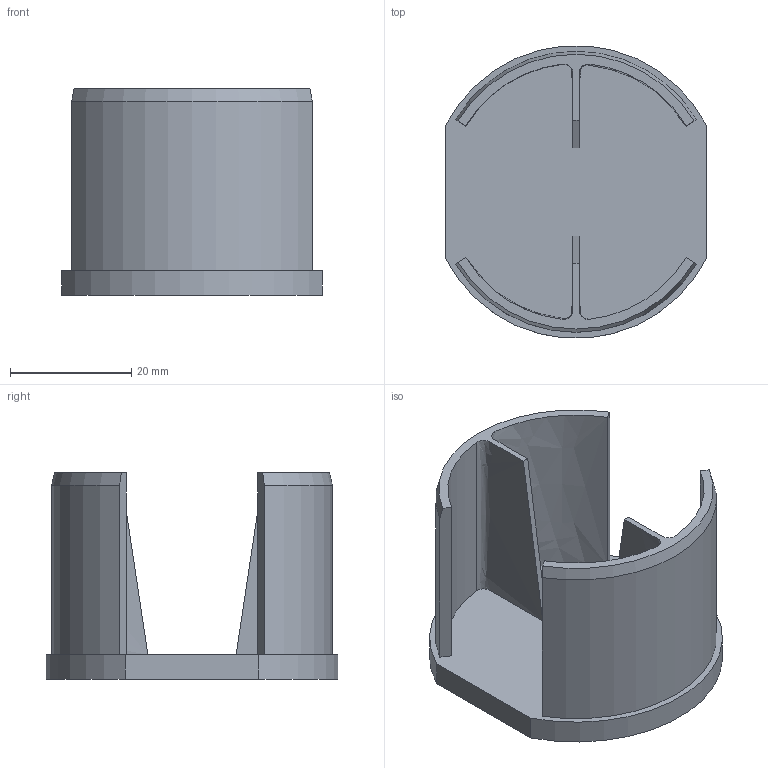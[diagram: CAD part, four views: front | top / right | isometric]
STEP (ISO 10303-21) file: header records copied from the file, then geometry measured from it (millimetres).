
FILE_DESCRIPTION(('STEP AP214'),'1');
FILE_NAME('1789_Cosch_Edelstahltechnik.stp','2018-09-29T11:30:48',(' '),(' '),'Spatial InterOp 3D',' ',' ');
FILE_SCHEMA(('AUTOMOTIVE_DESIGN { 1 0 10303 214 1 1 1 1 }'));
Length unit declared in the file: metre
Products named in the file (1): 1538221207
Bounding box: 43 x 48.13 x 34 mm (x, y, z)
Volume: 13163.9 mm3; surface area: 11076.8 mm2
Topology: 1 solids, 1 shells, 24 faces, 60 edges, 40 vertices
Faces by surface type: plane 12, cylinder 6, extrusion 4, cone 2
Entity records: 993 total; most frequent: CARTESIAN_POINT 227, ORIENTED_EDGE 120, DIRECTION 108, EDGE_CURVE 60, VERTEX_POINT 40, VECTOR 38, AXIS2_PLACEMENT_3D 35, LINE 34
